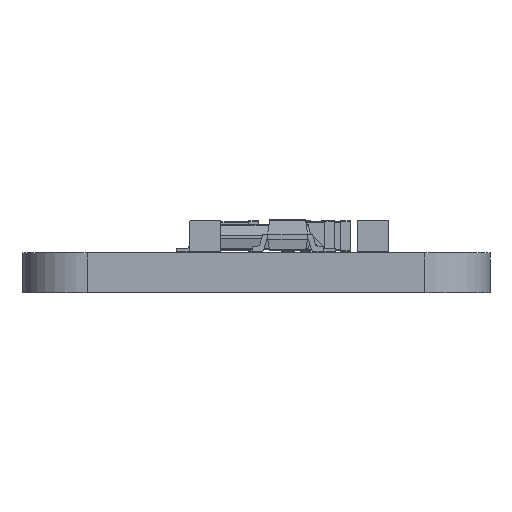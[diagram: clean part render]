
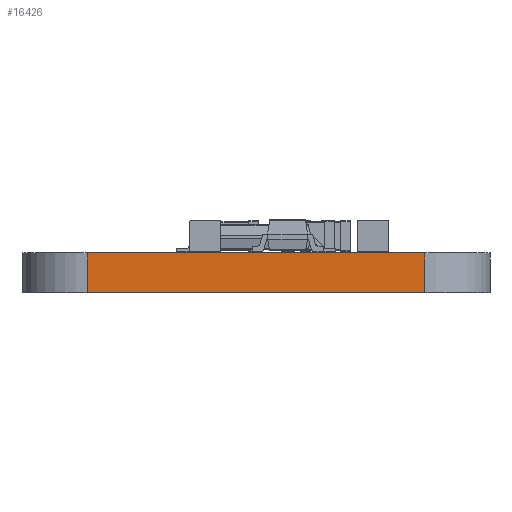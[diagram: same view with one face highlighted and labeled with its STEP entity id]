
A CAD part, front view. The second image highlights one B-rep face of the part: STEP entity #16426.
In plain terms, the highlighted planar face has unit normal (0, -1, 0).
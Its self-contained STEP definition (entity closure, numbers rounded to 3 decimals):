
#15046 = VERTEX_POINT('',#15047);
#15047 = CARTESIAN_POINT('',(0.836,-71.194,0.));
#15054 = EDGE_CURVE('',#15055,#15046,#15057,.T.);
#15055 = VERTEX_POINT('',#15056);
#15056 = CARTESIAN_POINT('',(14.404,-71.194,0.));
#15057 = LINE('',#15058,#15059);
#15058 = CARTESIAN_POINT('',(14.404,-71.194,0.));
#15059 = VECTOR('',#15060,1.);
#15060 = DIRECTION('',(-1.,0.,0.));
#15731 = VERTEX_POINT('',#15732);
#15732 = CARTESIAN_POINT('',(0.836,-71.194,1.6));
#15739 = EDGE_CURVE('',#15740,#15731,#15742,.T.);
#15740 = VERTEX_POINT('',#15741);
#15741 = CARTESIAN_POINT('',(14.404,-71.194,1.6));
#15742 = LINE('',#15743,#15744);
#15743 = CARTESIAN_POINT('',(14.404,-71.194,1.6));
#15744 = VECTOR('',#15745,1.);
#15745 = DIRECTION('',(-1.,0.,0.));
#16398 = EDGE_CURVE('',#15055,#15740,#16399,.T.);
#16399 = LINE('',#16400,#16401);
#16400 = CARTESIAN_POINT('',(14.404,-71.194,0.));
#16401 = VECTOR('',#16402,1.);
#16402 = DIRECTION('',(0.,0.,1.));
#16426 = ADVANCED_FACE('',(#16427),#16438,.T.);
#16427 = FACE_BOUND('',#16428,.T.);
#16428 = EDGE_LOOP('',(#16429,#16430,#16431,#16437));
#16429 = ORIENTED_EDGE('',*,*,#16398,.T.);
#16430 = ORIENTED_EDGE('',*,*,#15739,.T.);
#16431 = ORIENTED_EDGE('',*,*,#16432,.F.);
#16432 = EDGE_CURVE('',#15046,#15731,#16433,.T.);
#16433 = LINE('',#16434,#16435);
#16434 = CARTESIAN_POINT('',(0.836,-71.194,0.));
#16435 = VECTOR('',#16436,1.);
#16436 = DIRECTION('',(0.,0.,1.));
#16437 = ORIENTED_EDGE('',*,*,#15054,.F.);
#16438 = PLANE('',#16439);
#16439 = AXIS2_PLACEMENT_3D('',#16440,#16441,#16442);
#16440 = CARTESIAN_POINT('',(14.404,-71.194,0.));
#16441 = DIRECTION('',(0.,-1.,0.));
#16442 = DIRECTION('',(-1.,0.,0.));
